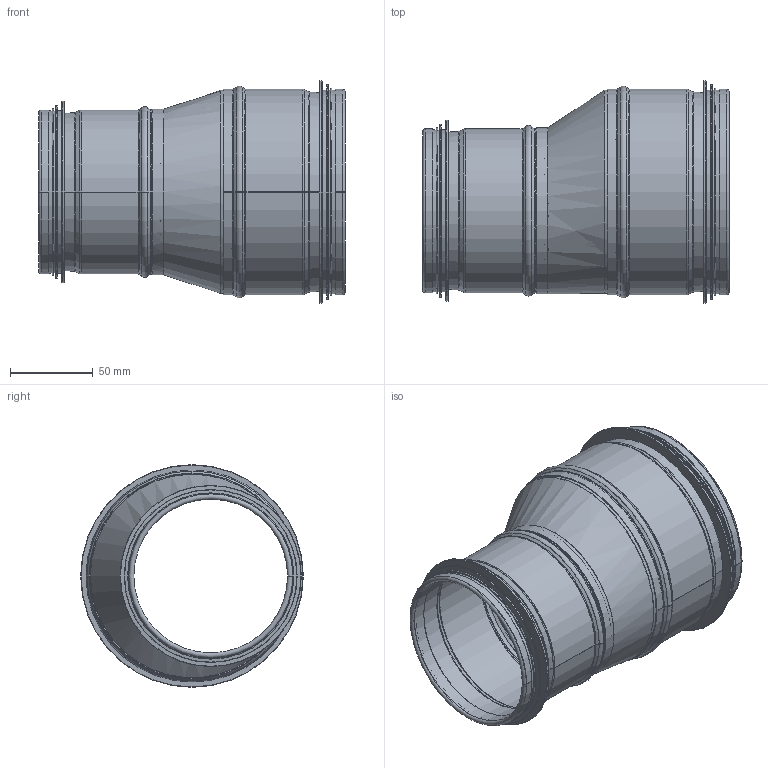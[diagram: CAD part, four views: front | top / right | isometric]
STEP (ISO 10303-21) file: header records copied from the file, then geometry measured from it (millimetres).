
FILE_DESCRIPTION(/* description */ ('Stos HFB Ämne'),/* implementation_level */ '2;1');
FILE_NAME(/* name */ 'HFB-125-03.stp',/* time_stamp */ '2016-05-11T15:07:05+02:00',/* author */ ('John'),/* organization */ (''),/* preprocessor_version */ 'ST-DEVELOPER v15.6',/* originating_system */ 'Autodesk Inventor 2015',/* authorisation */ '');
FILE_SCHEMA (('AUTOMOTIVE_DESIGN { 1 0 10303 214 3 1 1 }'));
Length unit declared in the file: millimetre
Products named in the file (8): HFB-CB-04; 999004; HFB-CA-04; HFB-BA-05; HFB-CB-03; 999003; HFB-CA-03; HFB-125-03
Bounding box: 185.2 x 134.45 x 134.45 mm (x, y, z)
Volume: 68277.8 mm3; surface area: 185774.9 mm2
Topology: 6 solids, 6 shells, 173 faces, 338 edges, 181 vertices
Faces by surface type: plane 77, torus 40, cylinder 32, cone 20, bspline 4
Full cylindrical faces by diameter (mm): 92.85 x1, 94.05 x1, 95.45 x1, 97.85 x3, 98.05 x3, 99.05 x4, 100.25 x1, 104.45 x1, 109.45 x1, 117.85 x1, 119.05 x1, 120.45 x1, 121.65 x1, 122.85 x4, 123.05 x3, 124.05 x3, 129.45 x1, 134.45 x1
Entity records: 4815 total; most frequent: CARTESIAN_POINT 995, DIRECTION 833, ORIENTED_EDGE 618, AXIS2_PLACEMENT_3D 352, EDGE_CURVE 305, EDGE_LOOP 217, VERTEX_POINT 180, STYLED_ITEM 178
